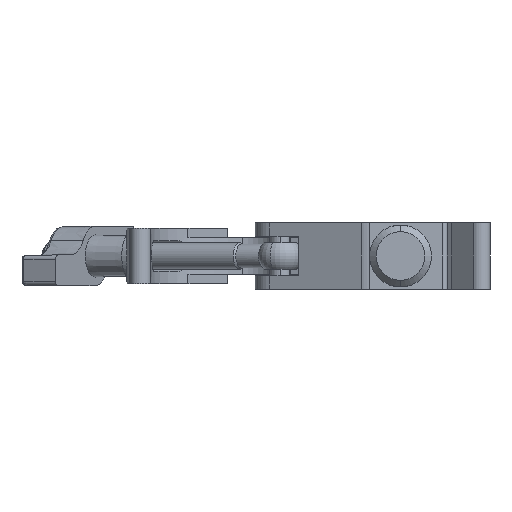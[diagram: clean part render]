
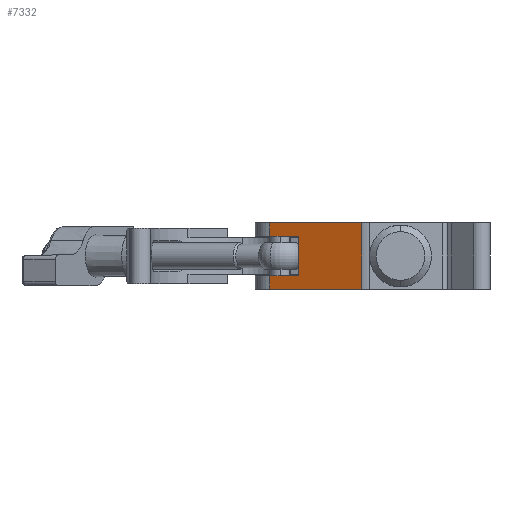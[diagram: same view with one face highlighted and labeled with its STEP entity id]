
A CAD part, front view. The second image highlights one B-rep face of the part: STEP entity #7332.
In plain terms, the highlighted face is planar.
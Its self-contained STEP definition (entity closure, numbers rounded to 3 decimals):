
#310 = EDGE_CURVE ( 'NONE', #21650, #12111, #23430, .T. ) ;
#367 = VECTOR ( 'NONE', #15766, 1000. ) ;
#580 = VECTOR ( 'NONE', #11933, 1000. ) ;
#619 = LINE ( 'NONE', #6663, #14716 ) ;
#1681 = DIRECTION ( 'NONE',  ( 0., 0., -1. ) ) ;
#1697 = CARTESIAN_POINT ( 'NONE',  ( 49.434, 0.645, 14.95 ) ) ;
#1886 = DIRECTION ( 'NONE',  ( -0.909, -0.416, 0. ) ) ;
#1950 = DIRECTION ( 'NONE',  ( -0.909, -0.416, 0. ) ) ;
#2122 = CARTESIAN_POINT ( 'NONE',  ( 78.17, 13.78, 9. ) ) ;
#2127 = DIRECTION ( 'NONE',  ( -0.416, 0.909, 0. ) ) ;
#2176 = VERTEX_POINT ( 'NONE', #12809 ) ;
#2885 = CARTESIAN_POINT ( 'NONE',  ( 78.17, 13.78, -9. ) ) ;
#3602 = DIRECTION ( 'NONE',  ( 0., 0., -1. ) ) ;
#3792 = CARTESIAN_POINT ( 'NONE',  ( 49.434, 0.645, -14.95 ) ) ;
#4435 = LINE ( 'NONE', #13086, #19940 ) ;
#4585 = DIRECTION ( 'NONE',  ( 0.909, 0.416, 0. ) ) ;
#4782 = EDGE_CURVE ( 'NONE', #21650, #19813, #619, .T. ) ;
#6228 = ORIENTED_EDGE ( 'NONE', *, *, #310, .T. ) ;
#6294 = ORIENTED_EDGE ( 'NONE', *, *, #21582, .T. ) ;
#6663 = CARTESIAN_POINT ( 'NONE',  ( 49.434, 0.645, 14.95 ) ) ;
#6753 = EDGE_CURVE ( 'NONE', #19813, #15902, #4435, .T. ) ;
#7113 = VECTOR ( 'NONE', #1681, 1000. ) ;
#7226 = ORIENTED_EDGE ( 'NONE', *, *, #4782, .F. ) ;
#7332 = ADVANCED_FACE ( 'NONE', ( #23306 ), #11102, .F. ) ;
#8293 = VECTOR ( 'NONE', #1950, 1000. ) ;
#9433 = VECTOR ( 'NONE', #18780, 1000. ) ;
#10130 = VERTEX_POINT ( 'NONE', #16093 ) ;
#10929 = CARTESIAN_POINT ( 'NONE',  ( 78.17, 13.78, -9. ) ) ;
#11016 = DIRECTION ( 'NONE',  ( 0.909, 0.416, 0. ) ) ;
#11102 = PLANE ( 'NONE',  #23276 ) ;
#11933 = DIRECTION ( 'NONE',  ( 0., 0., -1. ) ) ;
#12017 = EDGE_CURVE ( 'NONE', #2176, #20394, #14911, .T. ) ;
#12111 = VERTEX_POINT ( 'NONE', #19179 ) ;
#12218 = ORIENTED_EDGE ( 'NONE', *, *, #12017, .F. ) ;
#12496 = CARTESIAN_POINT ( 'NONE',  ( 49.434, 0.645, 14.95 ) ) ;
#12809 = CARTESIAN_POINT ( 'NONE',  ( 78.17, 13.78, 9. ) ) ;
#12891 = CARTESIAN_POINT ( 'NONE',  ( 91.081, 19.681, 9. ) ) ;
#13045 = CARTESIAN_POINT ( 'NONE',  ( 91.081, 19.681, 14.95 ) ) ;
#13086 = CARTESIAN_POINT ( 'NONE',  ( 91.081, 19.681, 14.95 ) ) ;
#13545 = LINE ( 'NONE', #3792, #19270 ) ;
#13601 = VERTEX_POINT ( 'NONE', #14060 ) ;
#14060 = CARTESIAN_POINT ( 'NONE',  ( 91.081, 19.681, -9. ) ) ;
#14318 = ORIENTED_EDGE ( 'NONE', *, *, #6753, .F. ) ;
#14509 = ORIENTED_EDGE ( 'NONE', *, *, #22368, .T. ) ;
#14625 = LINE ( 'NONE', #22200, #8293 ) ;
#14716 = VECTOR ( 'NONE', #4585, 1000. ) ;
#14911 = LINE ( 'NONE', #2122, #9433 ) ;
#15766 = DIRECTION ( 'NONE',  ( -0.909, -0.416, 0. ) ) ;
#15902 = VERTEX_POINT ( 'NONE', #12891 ) ;
#16093 = CARTESIAN_POINT ( 'NONE',  ( 91.081, 19.681, -14.95 ) ) ;
#16647 = EDGE_CURVE ( 'NONE', #15902, #2176, #14625, .T. ) ;
#17024 = LINE ( 'NONE', #2885, #367 ) ;
#17821 = LINE ( 'NONE', #22788, #580 ) ;
#18780 = DIRECTION ( 'NONE',  ( 0., 0., -1. ) ) ;
#19179 = CARTESIAN_POINT ( 'NONE',  ( 49.434, 0.645, -14.95 ) ) ;
#19270 = VECTOR ( 'NONE', #11016, 1000. ) ;
#19813 = VERTEX_POINT ( 'NONE', #13045 ) ;
#19940 = VECTOR ( 'NONE', #3602, 1000. ) ;
#19997 = EDGE_LOOP ( 'NONE', ( #23356, #14318, #7226, #6228, #14509, #22898, #6294, #12218 ) ) ;
#20233 = CARTESIAN_POINT ( 'NONE',  ( 49.434, 0.645, 14.95 ) ) ;
#20394 = VERTEX_POINT ( 'NONE', #10929 ) ;
#21582 = EDGE_CURVE ( 'NONE', #13601, #20394, #17024, .T. ) ;
#21650 = VERTEX_POINT ( 'NONE', #1697 ) ;
#22200 = CARTESIAN_POINT ( 'NONE',  ( 78.17, 13.78, 9. ) ) ;
#22368 = EDGE_CURVE ( 'NONE', #12111, #10130, #13545, .T. ) ;
#22788 = CARTESIAN_POINT ( 'NONE',  ( 91.081, 19.681, 14.95 ) ) ;
#22898 = ORIENTED_EDGE ( 'NONE', *, *, #23169, .F. ) ;
#23169 = EDGE_CURVE ( 'NONE', #13601, #10130, #17821, .T. ) ;
#23276 = AXIS2_PLACEMENT_3D ( 'NONE', #20233, #2127, #1886 ) ;
#23306 = FACE_OUTER_BOUND ( 'NONE', #19997, .T. ) ;
#23356 = ORIENTED_EDGE ( 'NONE', *, *, #16647, .F. ) ;
#23430 = LINE ( 'NONE', #12496, #7113 ) ;
